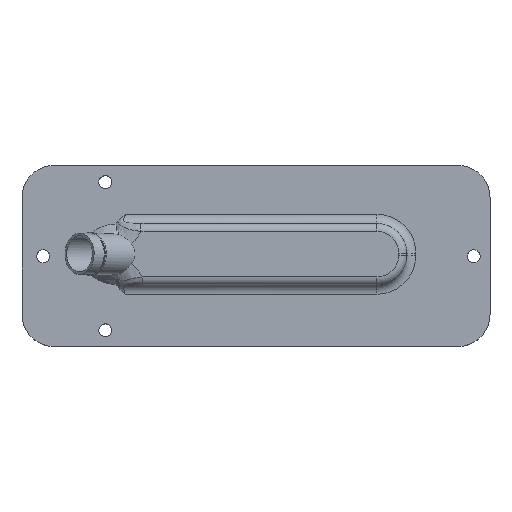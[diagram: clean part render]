
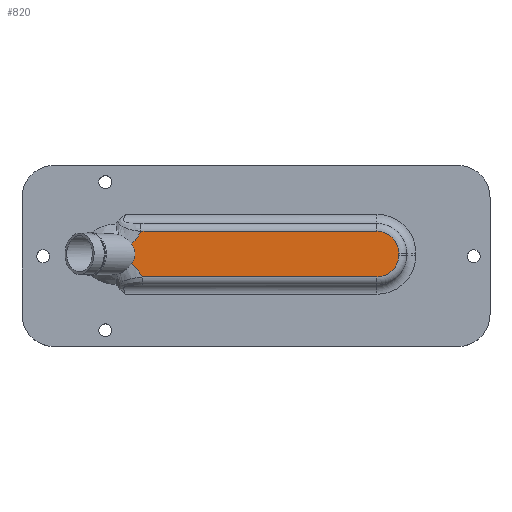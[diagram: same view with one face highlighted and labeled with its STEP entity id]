
A CAD part, top view. The second image highlights one B-rep face of the part: STEP entity #820.
In plain terms, the highlighted face is planar.
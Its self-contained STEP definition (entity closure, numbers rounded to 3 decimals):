
#36=B_SPLINE_CURVE_WITH_KNOTS('',3,(#1501,#1502,#1503,#1504,#1505),
 .UNSPECIFIED.,.F.,.F.,(4,1,4),(1.174,1.24,1.672),
 .UNSPECIFIED.);
#37=B_SPLINE_CURVE_WITH_KNOTS('',3,(#1510,#1511,#1512,#1513,#1514),
 .UNSPECIFIED.,.F.,.F.,(4,1,4),(-0.404,0.045,0.121),
 .UNSPECIFIED.);
#81=CIRCLE('',#895,6.708);
#85=CIRCLE('',#901,6.708);
#146=FACE_OUTER_BOUND('',#197,.T.);
#197=EDGE_LOOP('',(#649,#650,#651,#652,#653,#654,#655,#656,#657));
#251=LINE('',#1371,#300);
#253=LINE('',#1383,#302);
#255=LINE('',#1480,#304);
#300=VECTOR('',#1042,10.);
#302=VECTOR('',#1056,10.);
#304=VECTOR('',#1070,10.);
#339=ELLIPSE('',#916,8.98,6.35);
#340=ELLIPSE('',#917,8.98,6.35);
#371=VERTEX_POINT('',#1333);
#375=VERTEX_POINT('',#1367);
#377=VERTEX_POINT('',#1373);
#379=VERTEX_POINT('',#1379);
#381=VERTEX_POINT('',#1385);
#384=VERTEX_POINT('',#1446);
#391=VERTEX_POINT('',#1500);
#392=VERTEX_POINT('',#1506);
#393=VERTEX_POINT('',#1508);
#465=EDGE_CURVE('',#371,#375,#251,.T.);
#468=EDGE_CURVE('',#375,#377,#81,.T.);
#471=EDGE_CURVE('',#377,#379,#253,.T.);
#474=EDGE_CURVE('',#379,#381,#85,.T.);
#480=EDGE_CURVE('',#381,#384,#255,.T.);
#490=EDGE_CURVE('',#391,#371,#36,.T.);
#491=EDGE_CURVE('',#392,#391,#339,.T.);
#492=EDGE_CURVE('',#393,#392,#340,.T.);
#493=EDGE_CURVE('',#384,#393,#37,.T.);
#649=ORIENTED_EDGE('',*,*,#465,.F.);
#650=ORIENTED_EDGE('',*,*,#490,.F.);
#651=ORIENTED_EDGE('',*,*,#491,.F.);
#652=ORIENTED_EDGE('',*,*,#492,.F.);
#653=ORIENTED_EDGE('',*,*,#493,.F.);
#654=ORIENTED_EDGE('',*,*,#480,.F.);
#655=ORIENTED_EDGE('',*,*,#474,.F.);
#656=ORIENTED_EDGE('',*,*,#471,.F.);
#657=ORIENTED_EDGE('',*,*,#468,.F.);
#791=PLANE('',#915);
#820=ADVANCED_FACE('',(#146),#791,.T.);
#895=AXIS2_PLACEMENT_3D('',#1377,#1049,#1050);
#901=AXIS2_PLACEMENT_3D('',#1389,#1063,#1064);
#915=AXIS2_PLACEMENT_3D('',#1499,#1096,#1097);
#916=AXIS2_PLACEMENT_3D('',#1507,#1098,#1099);
#917=AXIS2_PLACEMENT_3D('',#1509,#1100,#1101);
#1042=DIRECTION('',(-1.,0.,0.));
#1049=DIRECTION('center_axis',(0.,0.,-1.));
#1050=DIRECTION('ref_axis',(0.,-1.,0.));
#1056=DIRECTION('',(0.,1.,0.));
#1063=DIRECTION('center_axis',(0.,0.,-1.));
#1064=DIRECTION('ref_axis',(-1.,0.,0.));
#1070=DIRECTION('',(1.,0.,0.));
#1096=DIRECTION('center_axis',(0.,0.,1.));
#1097=DIRECTION('ref_axis',(1.,0.,0.));
#1098=DIRECTION('center_axis',(0.,0.,1.));
#1099=DIRECTION('ref_axis',(1.,-0.002,0.));
#1100=DIRECTION('center_axis',(0.,0.,1.));
#1101=DIRECTION('ref_axis',(1.,-0.002,0.));
#1333=CARTESIAN_POINT('',(357.622,-27.528,184.65));
#1367=CARTESIAN_POINT('',(284.869,-27.528,184.65));
#1371=CARTESIAN_POINT('',(299.013,-27.528,184.65));
#1373=CARTESIAN_POINT('',(278.16,-20.819,184.65));
#1377=CARTESIAN_POINT('Origin',(284.869,-20.819,184.65));
#1379=CARTESIAN_POINT('',(278.16,-20.164,184.65));
#1383=CARTESIAN_POINT('',(278.16,-15.569,184.65));
#1385=CARTESIAN_POINT('',(284.869,-13.455,184.65));
#1389=CARTESIAN_POINT('Origin',(284.869,-20.164,184.65));
#1446=CARTESIAN_POINT('',(357.273,-13.455,184.65));
#1480=CARTESIAN_POINT('',(343.731,-13.455,184.65));
#1499=CARTESIAN_POINT('Origin',(320.587,-20.492,184.65));
#1500=CARTESIAN_POINT('',(360.632,-23.593,184.65));
#1501=CARTESIAN_POINT('Ctrl Pts',(360.633,-23.593,184.65));
#1502=CARTESIAN_POINT('Ctrl Pts',(360.462,-23.734,184.65));
#1503=CARTESIAN_POINT('Ctrl Pts',(359.215,-24.839,184.65));
#1504=CARTESIAN_POINT('Ctrl Pts',(358.262,-26.232,184.65));
#1505=CARTESIAN_POINT('Ctrl Pts',(357.622,-27.528,184.65));
#1506=CARTESIAN_POINT('',(359.488,-20.454,184.65));
#1507=CARTESIAN_POINT('Origin',(368.468,-20.498,184.65));
#1508=CARTESIAN_POINT('',(360.489,-17.579,184.65));
#1509=CARTESIAN_POINT('Origin',(368.468,-20.498,184.65));
#1510=CARTESIAN_POINT('Ctrl Pts',(357.273,-13.455,184.65));
#1511=CARTESIAN_POINT('Ctrl Pts',(357.947,-14.795,184.65));
#1512=CARTESIAN_POINT('Ctrl Pts',(358.964,-16.264,184.65));
#1513=CARTESIAN_POINT('Ctrl Pts',(360.291,-17.419,184.65));
#1514=CARTESIAN_POINT('Ctrl Pts',(360.489,-17.578,184.65));
